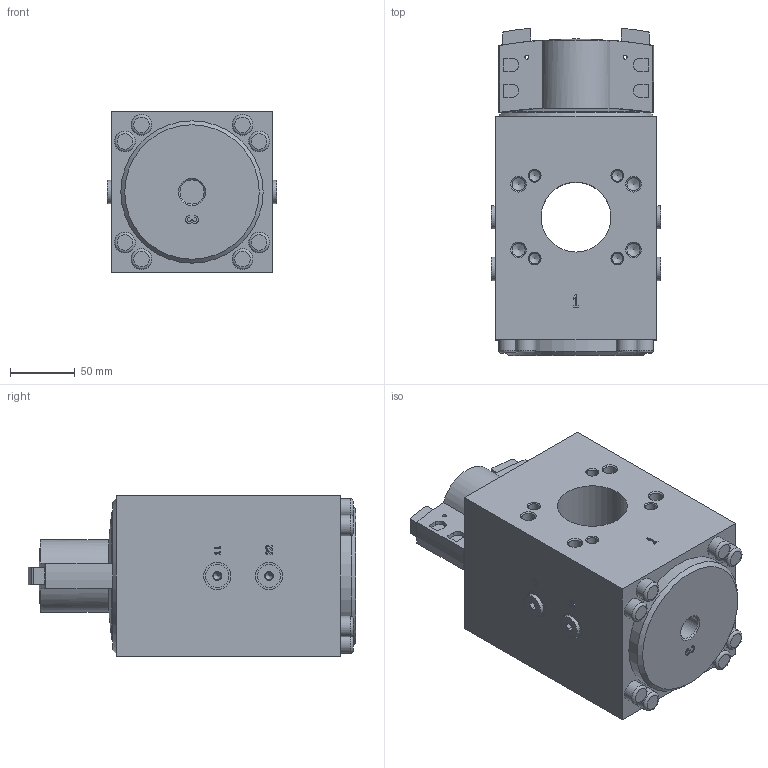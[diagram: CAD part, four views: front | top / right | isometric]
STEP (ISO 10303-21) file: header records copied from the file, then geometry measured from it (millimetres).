
FILE_DESCRIPTION(/* description */ ('STEP AP214'),/* implementation_level */ '2;1');
FILE_NAME(/* name */ '1629207_PVEL-H-124-HP3',/* time_stamp */ '2024-09-14T00:39:00+02:00',/* author */ ('License CC BY-ND 4.0'),/* organization */ ('CADENAS'),/* preprocessor_version */ 'ST-DEVELOPER v19.3',/* originating_system */ 'PARTsolutions',/* authorisation */ ' ');
FILE_SCHEMA (('AUTOMOTIVE_DESIGN {1 0 10303 214 3 1 1}'));
Length unit declared in the file: millimetre
Products named in the file (3): 1629207 PVEL-H-124-HP3; 1629207 PVEL-H-124-HP3---(geh); DIN-908 G1/4A
Assembly tree (5 placements, depth 2):
  1629207 PVEL-H-124-HP3
    1629207 PVEL-H-124-HP3---(geh)
    DIN-908 G1/4A  x4
Bounding box: 131 x 253.14 x 124 mm (x, y, z)
Volume: 2720631 mm3; surface area: 184171.8 mm2
Topology: 5 solids, 5 shells, 413 faces, 1019 edges, 665 vertices
Faces by surface type: plane 218, cylinder 104, cone 79, torus 11, sphere 1
Full cylindrical faces by diameter (mm): 3 x2, 7.9 x4, 8.376 x8, 10.106 x8, 11.445 x4, 13.157 x4, 16 x8, 18 x4, 18.631 x1, 21 x4, 54 x1, 99 x1, 100 x1, 110 x1, 120 x1
Entity records: 11749 total; most frequent: CARTESIAN_POINT 1681, DIRECTION 1633, ORIENTED_EDGE 1428, EDGE_CURVE 714, AXIS2_PLACEMENT_3D 588, VERTEX_POINT 534, FACE_BOUND 508, EDGE_LOOP 491
